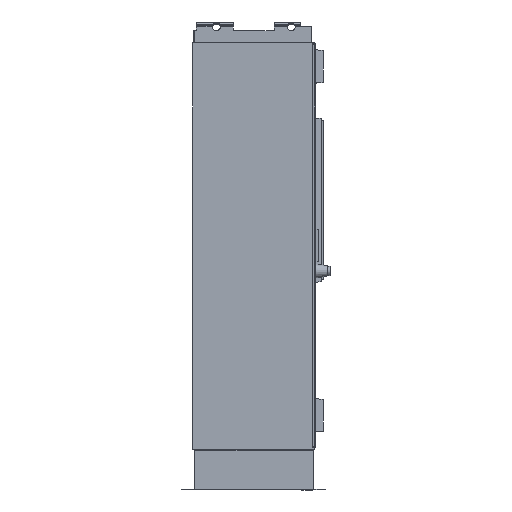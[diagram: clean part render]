
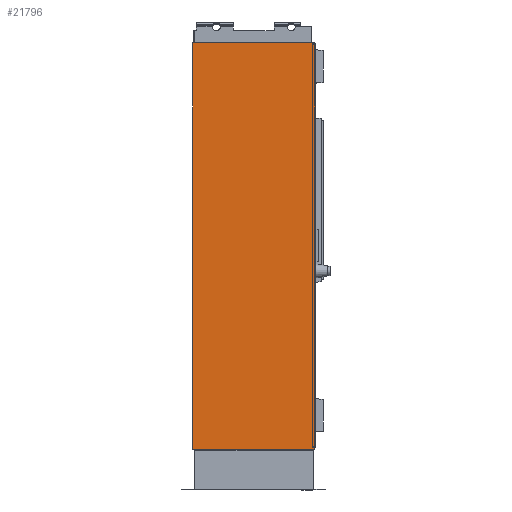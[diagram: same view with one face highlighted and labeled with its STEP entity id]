
A CAD part, left-side view. The second image highlights one B-rep face of the part: STEP entity #21796.
In plain terms, the highlighted planar face has unit normal (-1, 0, 0).
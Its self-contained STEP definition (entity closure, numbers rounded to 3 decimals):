
#18613=FACE_OUTER_BOUND('',#31487,.T.);
#21796=ADVANCED_FACE('',(#18613),#25375,.T.);
#25375=PLANE('',#87904);
#31487=EDGE_LOOP('',(#38651,#38652,#38653,#38654));
#38651=ORIENTED_EDGE('',*,*,#62819,.F.);
#38652=ORIENTED_EDGE('',*,*,#62817,.T.);
#38653=ORIENTED_EDGE('',*,*,#62820,.F.);
#38654=ORIENTED_EDGE('',*,*,#62821,.F.);
#55781=VERTEX_POINT('',#113090);
#55782=VERTEX_POINT('',#113092);
#55783=VERTEX_POINT('',#113096);
#55784=VERTEX_POINT('',#113098);
#62817=EDGE_CURVE('',#55782,#55781,#72143,.T.);
#62819=EDGE_CURVE('',#55782,#55783,#72145,.T.);
#62820=EDGE_CURVE('',#55784,#55781,#72146,.T.);
#62821=EDGE_CURVE('',#55783,#55784,#72147,.T.);
#72143=LINE('',#113091,#80404);
#72145=LINE('',#113095,#80406);
#72146=LINE('',#113097,#80407);
#72147=LINE('',#113099,#80408);
#80404=VECTOR('',#94667,1.);
#80406=VECTOR('',#94671,1.);
#80407=VECTOR('',#94672,1.);
#80408=VECTOR('',#94673,1.);
#87904=AXIS2_PLACEMENT_3D('',#113100,#94674,#94675);
#94667=DIRECTION('',(0.,0.,-1.));
#94671=DIRECTION('',(0.,-1.,0.));
#94672=DIRECTION('',(0.,1.,0.));
#94673=DIRECTION('',(0.,0.,-1.));
#94674=DIRECTION('',(-1.,0.,0.));
#94675=DIRECTION('',(0.,0.,1.));
#113090=CARTESIAN_POINT('',(-1750.,600.,-100.));
#113091=CARTESIAN_POINT('',(-1750.,600.,1932.5));
#113092=CARTESIAN_POINT('',(-1750.,600.,1899.5));
#113095=CARTESIAN_POINT('',(-1750.,600.,1899.5));
#113096=CARTESIAN_POINT('',(-1750.,0.,1899.5));
#113097=CARTESIAN_POINT('',(-1750.,600.,-100.));
#113098=CARTESIAN_POINT('',(-1750.,0.,-100.));
#113099=CARTESIAN_POINT('',(-1750.,0.,0.));
#113100=CARTESIAN_POINT('',(-1750.,300.,1932.5));
